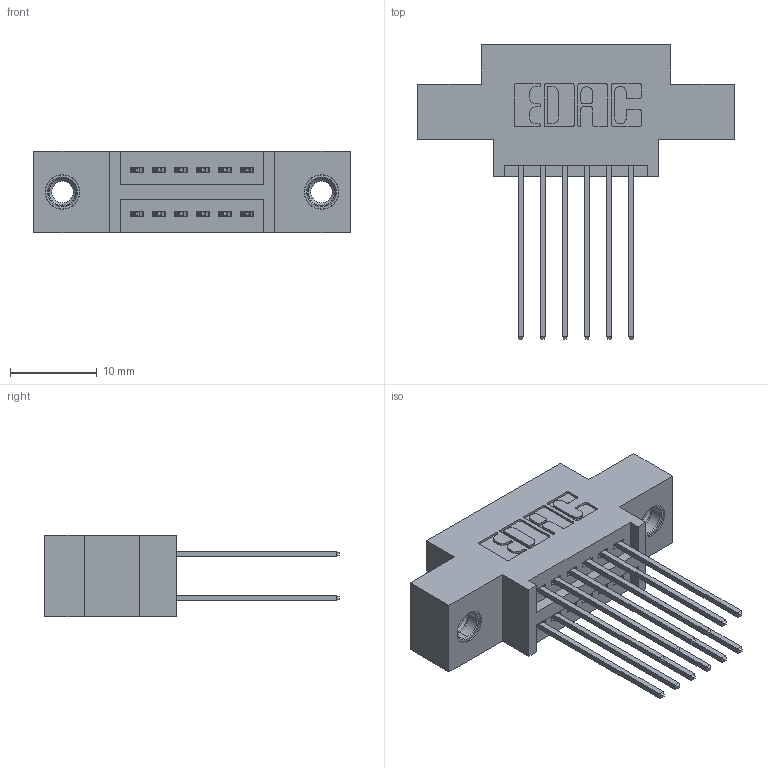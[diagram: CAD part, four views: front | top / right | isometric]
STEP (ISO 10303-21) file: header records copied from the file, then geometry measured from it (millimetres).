
FILE_DESCRIPTION (( 'STEP AP203' ), '1' );
FILE_NAME ('345-012-541-807.STEP', '2018-08-18T03:01:27', ( '' ), ( '' ), 'SwSTEP 2.0', 'SolidWorks 2016', '' );
FILE_SCHEMA (( 'CONFIG_CONTROL_DESIGN' ));
Length unit declared in the file: inch
Products named in the file (4): 345-250-001_345-250-005-103; 345-012-541-807; 345 Part_0.170 Offset - 0.156 Dia-TI; 345-292-001_345-293-141
Assembly tree (15 placements, depth 2):
  345-012-541-807
    345 Part_0.170 Offset - 0.156 Dia-TI
    345-292-001_345-293-141  x12
    345-250-001_345-250-005-103  x2
Bounding box: 36.45 x 33.96 x 9.4 mm (x, y, z)
Volume: 3148.5 mm3; surface area: 4451.7 mm2
Topology: 15 solids, 15 shells, 790 faces, 2277 edges, 1494 vertices
Faces by surface type: plane 512, cylinder 262, cone 12, torus 4
Entity records: 10890 total; most frequent: CARTESIAN_POINT 1843, ORIENTED_EDGE 1770, DIRECTION 1695, EDGE_CURVE 885, LINE 709, VECTOR 709, VERTEX_POINT 584, AXIS2_PLACEMENT_3D 493
